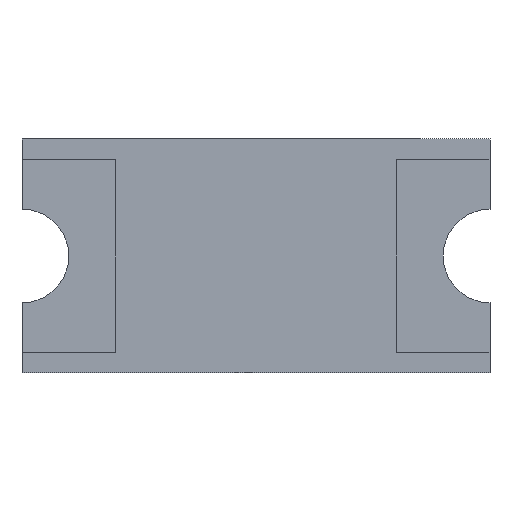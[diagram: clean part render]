
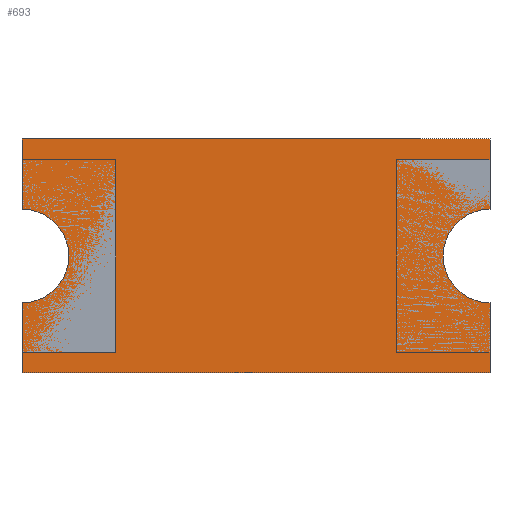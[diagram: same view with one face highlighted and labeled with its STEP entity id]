
A CAD part, front view. The second image highlights one B-rep face of the part: STEP entity #693.
In plain terms, the highlighted planar face has unit normal (0, -1, 0).
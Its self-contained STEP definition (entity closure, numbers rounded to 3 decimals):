
#18 = CIRCLE ( 'NONE', #737, 0.2 ) ;
#33 = ORIENTED_EDGE ( 'NONE', *, *, #48, .F. ) ;
#48 = EDGE_CURVE ( 'NONE', #1015, #623, #885, .T. ) ;
#63 = EDGE_CURVE ( 'NONE', #252, #1015, #432, .T. ) ;
#78 = DIRECTION ( 'NONE',  ( 0., 1., 0. ) ) ;
#86 = CARTESIAN_POINT ( 'NONE',  ( -1., 0., 0.5 ) ) ;
#115 = LINE ( 'NONE', #1014, #867 ) ;
#120 = EDGE_LOOP ( 'NONE', ( #1026, #427, #33, #357, #436, #1094, #857, #1269 ) ) ;
#138 = FACE_OUTER_BOUND ( 'NONE', #120, .T. ) ;
#178 = CARTESIAN_POINT ( 'NONE',  ( 1., 0., -0.5 ) ) ;
#252 = VERTEX_POINT ( 'NONE', #86 ) ;
#266 = VERTEX_POINT ( 'NONE', #1113 ) ;
#271 = VERTEX_POINT ( 'NONE', #794 ) ;
#283 = VERTEX_POINT ( 'NONE', #904 ) ;
#300 = DIRECTION ( 'NONE',  ( -1., 0., 0. ) ) ;
#320 = VERTEX_POINT ( 'NONE', #913 ) ;
#339 = DIRECTION ( 'NONE',  ( 1., 0., 0. ) ) ;
#357 = ORIENTED_EDGE ( 'NONE', *, *, #63, .F. ) ;
#365 = DIRECTION ( 'NONE',  ( 0., 1., 0. ) ) ;
#400 = LINE ( 'NONE', #1329, #1310 ) ;
#417 = DIRECTION ( 'NONE',  ( 0., 0., 1. ) ) ;
#419 = EDGE_CURVE ( 'NONE', #266, #252, #400, .T. ) ;
#427 = ORIENTED_EDGE ( 'NONE', *, *, #1315, .T. ) ;
#432 = LINE ( 'NONE', #729, #953 ) ;
#436 = ORIENTED_EDGE ( 'NONE', *, *, #419, .F. ) ;
#534 = CARTESIAN_POINT ( 'NONE',  ( -1., 0., -0.5 ) ) ;
#550 = CARTESIAN_POINT ( 'NONE',  ( 0., 0., 0. ) ) ;
#592 = CARTESIAN_POINT ( 'NONE',  ( -1., 0., 0. ) ) ;
#623 = VERTEX_POINT ( 'NONE', #755 ) ;
#666 = VECTOR ( 'NONE', #993, 1000. ) ;
#682 = CIRCLE ( 'NONE', #951, 0.2 ) ;
#693 = ADVANCED_FACE ( 'NONE', ( #138 ), #1283, .F. ) ;
#713 = EDGE_CURVE ( 'NONE', #266, #283, #682, .T. ) ;
#725 = CARTESIAN_POINT ( 'NONE',  ( 1., 0., 0.5 ) ) ;
#729 = CARTESIAN_POINT ( 'NONE',  ( -1., 0., 0.5 ) ) ;
#737 = AXIS2_PLACEMENT_3D ( 'NONE', #796, #897, #1006 ) ;
#755 = CARTESIAN_POINT ( 'NONE',  ( 1., 0., 0.2 ) ) ;
#794 = CARTESIAN_POINT ( 'NONE',  ( -1., 0., -0.5 ) ) ;
#796 = CARTESIAN_POINT ( 'NONE',  ( 1., 0., 0. ) ) ;
#810 = DIRECTION ( 'NONE',  ( 0., 0., -1. ) ) ;
#857 = ORIENTED_EDGE ( 'NONE', *, *, #986, .F. ) ;
#867 = VECTOR ( 'NONE', #810, 1000. ) ;
#885 = LINE ( 'NONE', #178, #666 ) ;
#897 = DIRECTION ( 'NONE',  ( 0., 1., 0. ) ) ;
#904 = CARTESIAN_POINT ( 'NONE',  ( -1., 0., -0.2 ) ) ;
#913 = CARTESIAN_POINT ( 'NONE',  ( 1., 0., -0.2 ) ) ;
#915 = EDGE_CURVE ( 'NONE', #320, #1279, #115, .T. ) ;
#951 = AXIS2_PLACEMENT_3D ( 'NONE', #592, #78, #1297 ) ;
#953 = VECTOR ( 'NONE', #339, 1000. ) ;
#986 = EDGE_CURVE ( 'NONE', #271, #283, #1226, .T. ) ;
#993 = DIRECTION ( 'NONE',  ( 0., 0., -1. ) ) ;
#1001 = AXIS2_PLACEMENT_3D ( 'NONE', #550, #365, #1065 ) ;
#1006 = DIRECTION ( 'NONE',  ( 0., 0., 1. ) ) ;
#1014 = CARTESIAN_POINT ( 'NONE',  ( 1., 0., -0.5 ) ) ;
#1015 = VERTEX_POINT ( 'NONE', #725 ) ;
#1026 = ORIENTED_EDGE ( 'NONE', *, *, #915, .F. ) ;
#1065 = DIRECTION ( 'NONE',  ( 0., 0., 1. ) ) ;
#1080 = CARTESIAN_POINT ( 'NONE',  ( 1., 0., -0.5 ) ) ;
#1094 = ORIENTED_EDGE ( 'NONE', *, *, #713, .T. ) ;
#1102 = CARTESIAN_POINT ( 'NONE',  ( -1., 0., -0.5 ) ) ;
#1113 = CARTESIAN_POINT ( 'NONE',  ( -1., 0., 0.2 ) ) ;
#1206 = LINE ( 'NONE', #1102, #1324 ) ;
#1226 = LINE ( 'NONE', #534, #1308 ) ;
#1241 = DIRECTION ( 'NONE',  ( 0., 0., 1. ) ) ;
#1269 = ORIENTED_EDGE ( 'NONE', *, *, #1294, .F. ) ;
#1279 = VERTEX_POINT ( 'NONE', #1080 ) ;
#1283 = PLANE ( 'NONE',  #1001 ) ;
#1294 = EDGE_CURVE ( 'NONE', #1279, #271, #1206, .T. ) ;
#1297 = DIRECTION ( 'NONE',  ( 0., 0., -1. ) ) ;
#1308 = VECTOR ( 'NONE', #1241, 1000. ) ;
#1310 = VECTOR ( 'NONE', #417, 1000. ) ;
#1315 = EDGE_CURVE ( 'NONE', #320, #623, #18, .T. ) ;
#1324 = VECTOR ( 'NONE', #300, 1000. ) ;
#1329 = CARTESIAN_POINT ( 'NONE',  ( -1., 0., -0.5 ) ) ;
